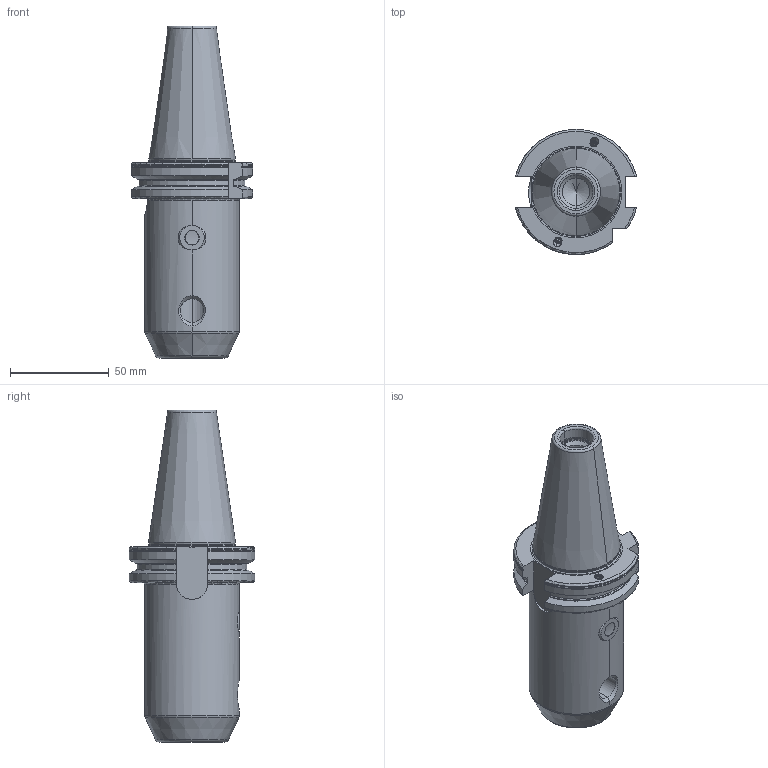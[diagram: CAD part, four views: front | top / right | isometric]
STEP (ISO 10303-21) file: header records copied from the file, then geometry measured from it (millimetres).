
FILE_DESCRIPTION((''),'2;1');
FILE_NAME('DC_403_04_16_1','2020-11-27T',('103090'),(''),'CREO PARAMETRIC BY PTC INC, 2016260','CREO PARAMETRIC BY PTC INC, 2016260','');
FILE_SCHEMA(('CONFIG_CONTROL_DESIGN'));
Length unit declared in the file: millimetre
Products named in the file (1): DC_403_04_16_1
Bounding box: 61.48 x 63.54 x 168.4 mm (x, y, z)
Volume: 231440.1 mm3; surface area: 34774.1 mm2
Topology: 1 solids, 1 shells, 169 faces, 419 edges, 255 vertices
Faces by surface type: cone 50, torus 42, plane 41, cylinder 36
Entity records: 5671 total; most frequent: CARTESIAN_POINT 1749, ORIENTED_EDGE 830, DIRECTION 802, EDGE_CURVE 415, AXIS2_PLACEMENT_3D 337, VERTEX_POINT 255, EDGE_LOOP 178, FACE_OUTER_BOUND 169
